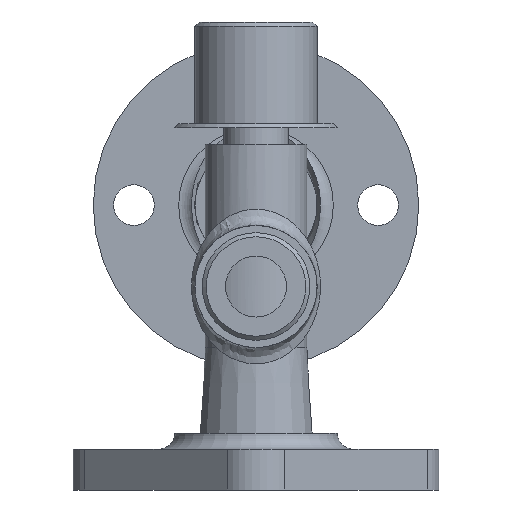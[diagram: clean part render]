
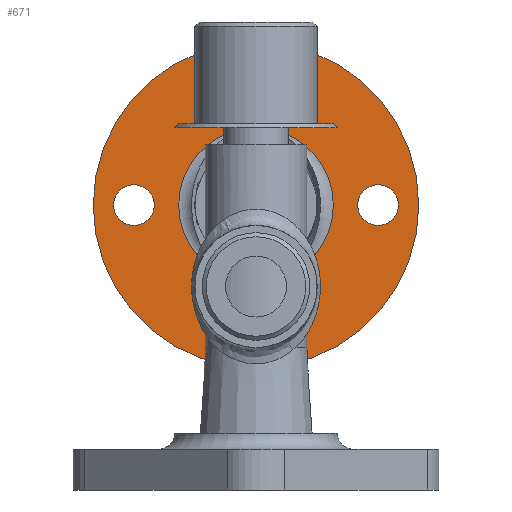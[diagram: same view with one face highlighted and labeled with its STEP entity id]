
A CAD part, front view. The second image highlights one B-rep face of the part: STEP entity #671.
In plain terms, the highlighted planar face has unit normal (0, -1, 0).
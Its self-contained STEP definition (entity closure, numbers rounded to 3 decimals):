
#68=PLANE('',#726);
#91=FACE_BOUND('',#224,.T.);
#92=FACE_BOUND('',#225,.T.);
#93=FACE_BOUND('',#226,.T.);
#94=FACE_BOUND('',#227,.T.);
#95=FACE_BOUND('',#228,.T.);
#178=FACE_OUTER_BOUND('',#223,.T.);
#223=EDGE_LOOP('',(#533));
#224=EDGE_LOOP('',(#534));
#225=EDGE_LOOP('',(#535));
#226=EDGE_LOOP('',(#536));
#227=EDGE_LOOP('',(#537));
#228=EDGE_LOOP('',(#538));
#328=CIRCLE('',#725,19.);
#329=CIRCLE('',#727,40.);
#330=CIRCLE('',#728,5.);
#331=CIRCLE('',#729,5.);
#332=CIRCLE('',#730,5.);
#333=CIRCLE('',#731,5.);
#382=VERTEX_POINT('',#1424);
#383=VERTEX_POINT('',#1427);
#384=VERTEX_POINT('',#1429);
#385=VERTEX_POINT('',#1431);
#386=VERTEX_POINT('',#1433);
#387=VERTEX_POINT('',#1435);
#449=EDGE_CURVE('',#382,#382,#328,.T.);
#450=EDGE_CURVE('',#383,#383,#329,.T.);
#451=EDGE_CURVE('',#384,#384,#330,.T.);
#452=EDGE_CURVE('',#385,#385,#331,.T.);
#453=EDGE_CURVE('',#386,#386,#332,.T.);
#454=EDGE_CURVE('',#387,#387,#333,.T.);
#533=ORIENTED_EDGE('',*,*,#450,.F.);
#534=ORIENTED_EDGE('',*,*,#451,.T.);
#535=ORIENTED_EDGE('',*,*,#452,.T.);
#536=ORIENTED_EDGE('',*,*,#453,.T.);
#537=ORIENTED_EDGE('',*,*,#454,.T.);
#538=ORIENTED_EDGE('',*,*,#449,.F.);
#671=ADVANCED_FACE('',(#178,#91,#92,#93,#94,#95),#68,.T.);
#725=AXIS2_PLACEMENT_3D('',#1425,#834,#835);
#726=AXIS2_PLACEMENT_3D('',#1426,#836,#837);
#727=AXIS2_PLACEMENT_3D('',#1428,#838,#839);
#728=AXIS2_PLACEMENT_3D('',#1430,#840,#841);
#729=AXIS2_PLACEMENT_3D('',#1432,#842,#843);
#730=AXIS2_PLACEMENT_3D('',#1434,#844,#845);
#731=AXIS2_PLACEMENT_3D('',#1436,#846,#847);
#834=DIRECTION('center_axis',(0.,-1.,0.));
#835=DIRECTION('ref_axis',(0.,0.,-1.));
#836=DIRECTION('center_axis',(0.,-1.,0.));
#837=DIRECTION('ref_axis',(0.,0.,-1.));
#838=DIRECTION('center_axis',(0.,1.,0.));
#839=DIRECTION('ref_axis',(0.,0.,1.));
#840=DIRECTION('center_axis',(0.,1.,0.));
#841=DIRECTION('ref_axis',(1.,0.,0.));
#842=DIRECTION('center_axis',(0.,1.,0.));
#843=DIRECTION('ref_axis',(1.,0.,0.));
#844=DIRECTION('center_axis',(0.,1.,0.));
#845=DIRECTION('ref_axis',(1.,0.,0.));
#846=DIRECTION('center_axis',(0.,1.,0.));
#847=DIRECTION('ref_axis',(1.,0.,0.));
#1424=CARTESIAN_POINT('',(0.,45.,89.));
#1425=CARTESIAN_POINT('Origin',(0.,45.,70.));
#1426=CARTESIAN_POINT('Origin',(0.,45.,97.5));
#1427=CARTESIAN_POINT('',(0.,45.,110.));
#1428=CARTESIAN_POINT('Origin',(0.,45.,70.));
#1429=CARTESIAN_POINT('',(35.,45.,70.));
#1430=CARTESIAN_POINT('Origin',(30.,45.,70.));
#1431=CARTESIAN_POINT('',(-25.,45.,70.));
#1432=CARTESIAN_POINT('Origin',(-30.,45.,70.));
#1433=CARTESIAN_POINT('',(5.,45.,100.));
#1434=CARTESIAN_POINT('Origin',(0.,45.,100.));
#1435=CARTESIAN_POINT('',(5.,45.,40.));
#1436=CARTESIAN_POINT('Origin',(0.,45.,40.));
